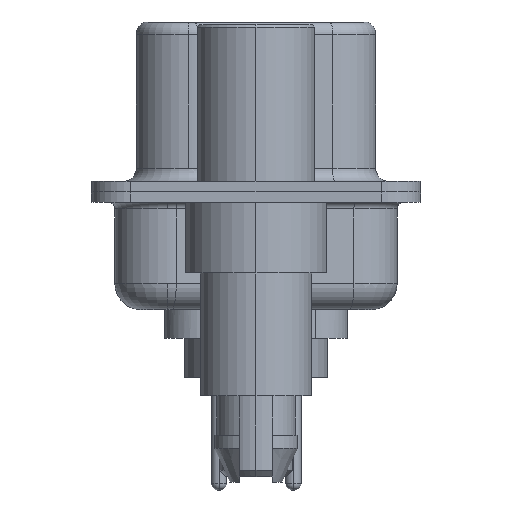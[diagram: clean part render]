
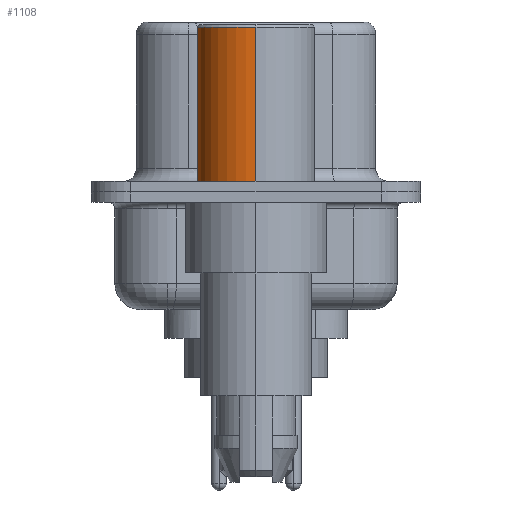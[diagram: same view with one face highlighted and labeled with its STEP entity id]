
A CAD part, left-side view. The second image highlights one B-rep face of the part: STEP entity #1108.
In plain terms, the highlighted cylindrical face has radius 2.25 mm (diameter 4.5 mm), a partial arc.
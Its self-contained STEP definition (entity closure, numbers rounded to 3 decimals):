
#758 = CARTESIAN_POINT ( 'NONE',  ( 0., 0., 0.581 ) ) ;
#1108 = ADVANCED_FACE ( 'NONE', ( #7224 ), #3456, .T. ) ;
#1165 = CARTESIAN_POINT ( 'NONE',  ( 0., 0., 0.4 ) ) ;
#2019 = CARTESIAN_POINT ( 'NONE',  ( -2.25, 0., 0.581 ) ) ;
#2520 = CARTESIAN_POINT ( 'NONE',  ( -2.25, 0., 0.4 ) ) ;
#2567 = DIRECTION ( 'NONE',  ( 1., 0., 0. ) ) ;
#3456 = CYLINDRICAL_SURFACE ( 'NONE', #3466, 2.25 ) ;
#3459 = DIRECTION ( 'NONE',  ( 0., 0., 1. ) ) ;
#3466 = AXIS2_PLACEMENT_3D ( 'NONE', #758, #10772, #9507 ) ;
#3788 = AXIS2_PLACEMENT_3D ( 'NONE', #1165, #10939, #2567 ) ;
#4281 = VECTOR ( 'NONE', #3459, 1000. ) ;
#4284 = VERTEX_POINT ( 'NONE', #2520 ) ;
#4506 = CARTESIAN_POINT ( 'NONE',  ( -2.25, 0., 6.3 ) ) ;
#5039 = EDGE_LOOP ( 'NONE', ( #6276, #14306, #13693, #8317 ) ) ;
#5296 = VERTEX_POINT ( 'NONE', #10749 ) ;
#5387 = CIRCLE ( 'NONE', #3788, 2.25 ) ;
#6069 = CARTESIAN_POINT ( 'NONE',  ( 2.25, 0., 0.581 ) ) ;
#6276 = ORIENTED_EDGE ( 'NONE', *, *, #7943, .T. ) ;
#7224 = FACE_OUTER_BOUND ( 'NONE', #5039, .T. ) ;
#7821 = CARTESIAN_POINT ( 'NONE',  ( 0., 0., 6.3 ) ) ;
#7943 = EDGE_CURVE ( 'NONE', #11567, #4284, #5387, .T. ) ;
#8062 = LINE ( 'NONE', #6069, #14702 ) ;
#8098 = EDGE_CURVE ( 'NONE', #4284, #12198, #11688, .T. ) ;
#8101 = EDGE_CURVE ( 'NONE', #11567, #5296, #8062, .T. ) ;
#8129 = EDGE_CURVE ( 'NONE', #5296, #12198, #13883, .T. ) ;
#8317 = ORIENTED_EDGE ( 'NONE', *, *, #8101, .F. ) ;
#9225 = DIRECTION ( 'NONE',  ( 1., 0., 0. ) ) ;
#9507 = DIRECTION ( 'NONE',  ( 1., 0., 0. ) ) ;
#10749 = CARTESIAN_POINT ( 'NONE',  ( 2.25, 0., 6.3 ) ) ;
#10772 = DIRECTION ( 'NONE',  ( 0., 0., 1. ) ) ;
#10939 = DIRECTION ( 'NONE',  ( 0., 0., 1. ) ) ;
#11567 = VERTEX_POINT ( 'NONE', #15425 ) ;
#11688 = LINE ( 'NONE', #2019, #4281 ) ;
#12198 = VERTEX_POINT ( 'NONE', #4506 ) ;
#13693 = ORIENTED_EDGE ( 'NONE', *, *, #8129, .F. ) ;
#13883 = CIRCLE ( 'NONE', #15257, 2.25 ) ;
#14306 = ORIENTED_EDGE ( 'NONE', *, *, #8098, .T. ) ;
#14350 = DIRECTION ( 'NONE',  ( 0., 0., 1. ) ) ;
#14702 = VECTOR ( 'NONE', #14350, 1000. ) ;
#15257 = AXIS2_PLACEMENT_3D ( 'NONE', #7821, #17046, #9225 ) ;
#15425 = CARTESIAN_POINT ( 'NONE',  ( 2.25, 0., 0.4 ) ) ;
#17046 = DIRECTION ( 'NONE',  ( 0., 0., 1. ) ) ;
